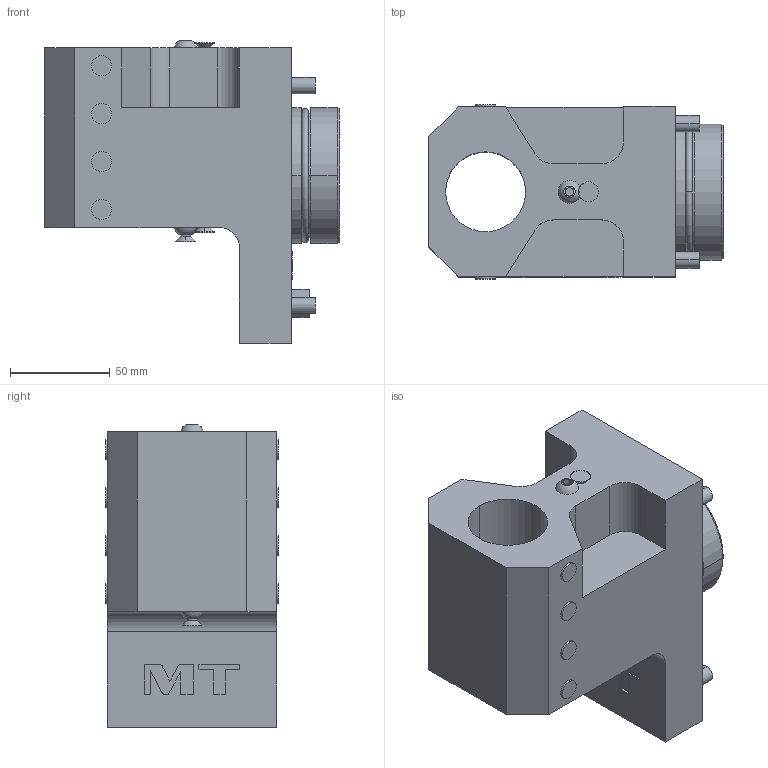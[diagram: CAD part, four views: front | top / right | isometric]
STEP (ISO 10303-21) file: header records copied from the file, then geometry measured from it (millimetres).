
FILE_DESCRIPTION((''),'2;1');
FILE_NAME('MZK0914000_CONF','2025-01-08T16:37:58',('fpalella'),('M.T. srl'),'CREO PARAMETRIC BY PTC INC, 2023352','CREO PARAMETRIC BY PTC INC, 2023352','');
FILE_SCHEMA(('CONFIG_CONTROL_DESIGN'));
Length unit declared in the file: millimetre
Products named in the file (1): MZK0914000_CONF
Bounding box: 147.5 x 87 x 151.55 mm (x, y, z)
Volume: 948488.6 mm3; surface area: 89716.9 mm2
Topology: 1 solids, 1 shells, 139 faces, 334 edges, 222 vertices
Faces by surface type: plane 68, cylinder 51, cone 12, torus 4, sphere 2, extrusion 2
Entity records: 4200 total; most frequent: CARTESIAN_POINT 781, DIRECTION 734, ORIENTED_EDGE 668, EDGE_CURVE 334, AXIS2_PLACEMENT_3D 273, VERTEX_POINT 222, VECTOR 188, LINE 186
